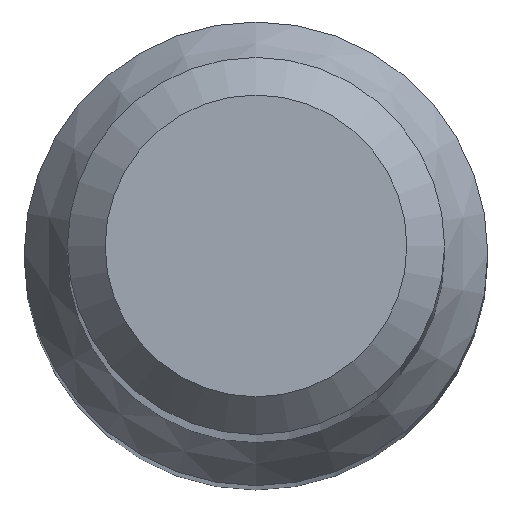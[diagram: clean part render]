
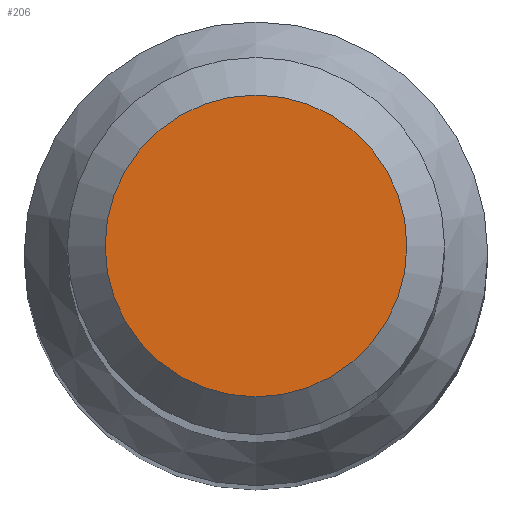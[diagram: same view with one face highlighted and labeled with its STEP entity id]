
A CAD part, top view. The second image highlights one B-rep face of the part: STEP entity #206.
In plain terms, the highlighted planar face has unit normal (0, 0, 1).
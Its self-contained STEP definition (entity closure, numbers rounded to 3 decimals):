
#6 = ORIENTED_EDGE ( 'NONE', *, *, #10, .F. ) ;
#10 = EDGE_CURVE ( 'NONE', #143, #143, #172, .T. ) ;
#95 = CARTESIAN_POINT ( 'NONE',  ( 0., 0., 56. ) ) ;
#97 = DIRECTION ( 'NONE',  ( 0., 1., 0. ) ) ;
#102 = CARTESIAN_POINT ( 'NONE',  ( 0., 0., 56. ) ) ;
#130 = DIRECTION ( 'NONE',  ( 0., 0., -1. ) ) ;
#132 = CARTESIAN_POINT ( 'NONE',  ( 0., 1.2, 56. ) ) ;
#143 = VERTEX_POINT ( 'NONE', #132 ) ;
#145 = AXIS2_PLACEMENT_3D ( 'NONE', #102, #198, #177 ) ;
#147 = PLANE ( 'NONE',  #201 ) ;
#149 = FACE_OUTER_BOUND ( 'NONE', #234, .T. ) ;
#172 = CIRCLE ( 'NONE', #145, 1.2 ) ;
#177 = DIRECTION ( 'NONE',  ( 0., 1., 0. ) ) ;
#198 = DIRECTION ( 'NONE',  ( 0., 0., -1. ) ) ;
#201 = AXIS2_PLACEMENT_3D ( 'NONE', #95, #130, #97 ) ;
#206 = ADVANCED_FACE ( 'NONE', ( #149 ), #147, .F. ) ;
#234 = EDGE_LOOP ( 'NONE', ( #6 ) ) ;
